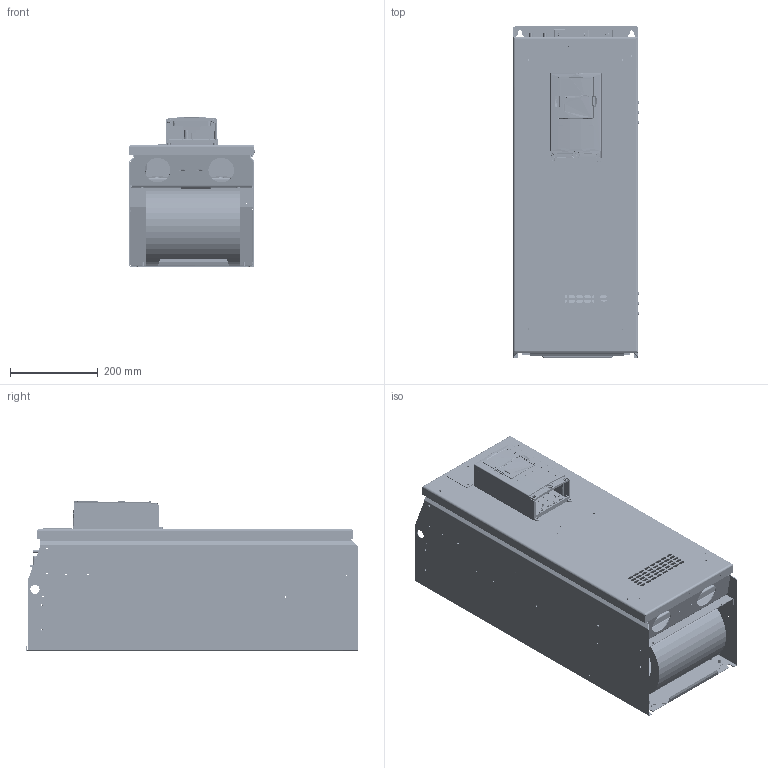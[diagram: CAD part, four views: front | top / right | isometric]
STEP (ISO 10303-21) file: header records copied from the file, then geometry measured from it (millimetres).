
FILE_DESCRIPTION((''),'2;1');
FILE_NAME('FR8_BASIC_IP00','2020-11-05T',('U325185'),('Danfoss Power Electronics'),'CREO PARAMETRIC BY PTC INC, 2018070','CREO PARAMETRIC BY PTC INC, 2018070','');
FILE_SCHEMA(('CONFIG_CONTROL_DESIGN','GEOMETRIC_VALIDATION_PROPERTIES_MIM'));
Length unit declared in the file: millimetre
Products named in the file (1): FR8_BASIC_IP00
Bounding box: 286 x 758.5 x 342.18 mm (x, y, z)
Volume: 428715 mm3; surface area: 3564146 mm2
Topology: 56 solids, 157 shells, 8787 faces, 26333 edges, 16891 vertices
Faces by surface type: cylinder 3792, plane 3614, bspline 475, torus 401, cone 324, extrusion 116, sphere 50, revolution 15
Entity records: 419719 total; most frequent: CARTESIAN_POINT 99021, ORIENTED_EDGE 48994, DIRECTION 45818, EDGE_CURVE 26223, PRESENTATION_STYLE_ASSIGNMENT 25631, STYLED_ITEM 24445, CURVE_STYLE 23338, VERTEX_POINT 16886
